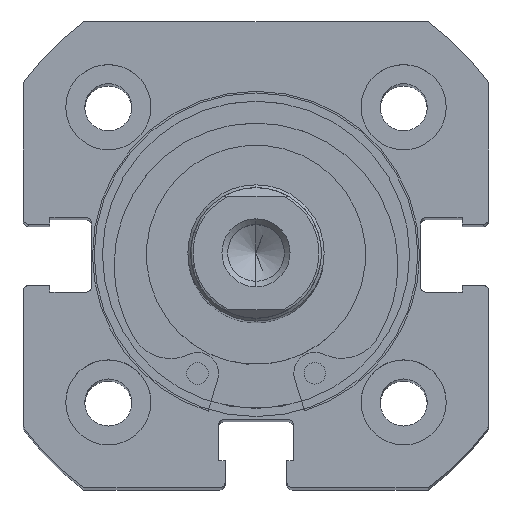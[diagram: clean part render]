
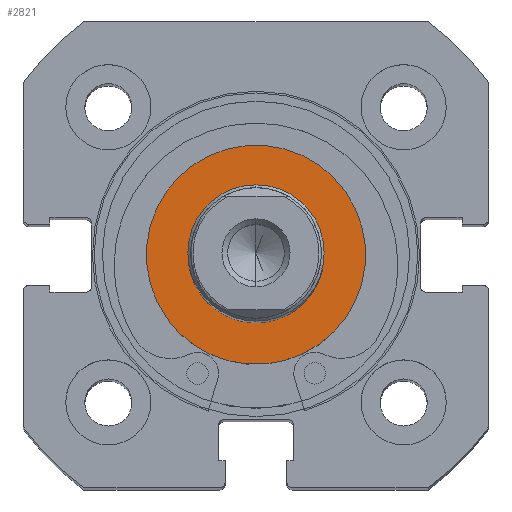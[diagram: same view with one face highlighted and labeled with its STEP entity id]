
A CAD part, top view. The second image highlights one B-rep face of the part: STEP entity #2821.
In plain terms, the highlighted face is planar.
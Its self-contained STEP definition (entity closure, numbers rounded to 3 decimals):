
#561 = DIRECTION ( 'NONE',  ( 0., 0., 1. ) ) ;
#562 = DIRECTION ( 'NONE',  ( -1., 0., 0. ) ) ;
#565 = CARTESIAN_POINT ( 'NONE',  ( 0., 0., 0. ) ) ;
#668 = DIRECTION ( 'NONE',  ( 0., 0., 1. ) ) ;
#669 = DIRECTION ( 'NONE',  ( -1., 0., 0. ) ) ;
#671 = CARTESIAN_POINT ( 'NONE',  ( 0., 0., 0. ) ) ;
#748 = DIRECTION ( 'NONE',  ( 0., 0., 1. ) ) ;
#749 = DIRECTION ( 'NONE',  ( -1., 0., 0. ) ) ;
#750 = CARTESIAN_POINT ( 'NONE',  ( 0., 0., 0. ) ) ;
#758 = DIRECTION ( 'NONE',  ( 0., 0., 1. ) ) ;
#759 = DIRECTION ( 'NONE',  ( -1., 0., 0. ) ) ;
#760 = CARTESIAN_POINT ( 'NONE',  ( 0., 0., 0. ) ) ;
#1355 = CARTESIAN_POINT ( 'NONE',  ( 0., 0., 9.65 ) ) ;
#1359 = CARTESIAN_POINT ( 'NONE',  ( 0., 0., -9.65 ) ) ;
#1370 = CARTESIAN_POINT ( 'NONE',  ( 0., 0., -6. ) ) ;
#1404 = CARTESIAN_POINT ( 'NONE',  ( 0., 0., 6. ) ) ;
#1423 = DIRECTION ( 'NONE',  ( 0., 0., -1. ) ) ;
#1424 = DIRECTION ( 'NONE',  ( 1., 0., 0. ) ) ;
#1426 = PLANE ( 'NONE',  #4539 ) ;
#1441 = CARTESIAN_POINT ( 'NONE',  ( 0., 9.65, 0. ) ) ;
#2338 = EDGE_LOOP ( 'NONE', ( #2964, #2963 ) ) ;
#2352 = EDGE_LOOP ( 'NONE', ( #2962, #2961 ) ) ;
#2705 = VERTEX_POINT ( 'NONE', #1370 ) ;
#2706 = VERTEX_POINT ( 'NONE', #1404 ) ;
#2709 = VERTEX_POINT ( 'NONE', #1359 ) ;
#2710 = VERTEX_POINT ( 'NONE', #1355 ) ;
#2821 = ADVANCED_FACE ( 'NONE', ( #3259, #3252 ), #1426, .F. ) ;
#2961 = ORIENTED_EDGE ( 'NONE', *, *, #4013, .T. ) ;
#2962 = ORIENTED_EDGE ( 'NONE', *, *, #4034, .T. ) ;
#2963 = ORIENTED_EDGE ( 'NONE', *, *, #4063, .F. ) ;
#2964 = ORIENTED_EDGE ( 'NONE', *, *, #4010, .F. ) ;
#3252 = FACE_OUTER_BOUND ( 'NONE', #2352, .T. ) ;
#3259 = FACE_BOUND ( 'NONE', #2338, .T. ) ;
#3537 = CIRCLE ( 'NONE', #4665, 6. ) ;
#3542 = CIRCLE ( 'NONE', #4669, 9.65 ) ;
#3569 = CIRCLE ( 'NONE', #4679, 9.65 ) ;
#3609 = CIRCLE ( 'NONE', #4695, 6. ) ;
#4010 = EDGE_CURVE ( 'NONE', #2706, #2705, #3537, .T. ) ;
#4013 = EDGE_CURVE ( 'NONE', #2709, #2710, #3542, .T. ) ;
#4034 = EDGE_CURVE ( 'NONE', #2710, #2709, #3569, .T. ) ;
#4063 = EDGE_CURVE ( 'NONE', #2705, #2706, #3609, .T. ) ;
#4539 = AXIS2_PLACEMENT_3D ( 'NONE', #1441, #1424, #1423 ) ;
#4665 = AXIS2_PLACEMENT_3D ( 'NONE', #760, #759, #758 ) ;
#4669 = AXIS2_PLACEMENT_3D ( 'NONE', #750, #749, #748 ) ;
#4679 = AXIS2_PLACEMENT_3D ( 'NONE', #671, #669, #668 ) ;
#4695 = AXIS2_PLACEMENT_3D ( 'NONE', #565, #562, #561 ) ;
